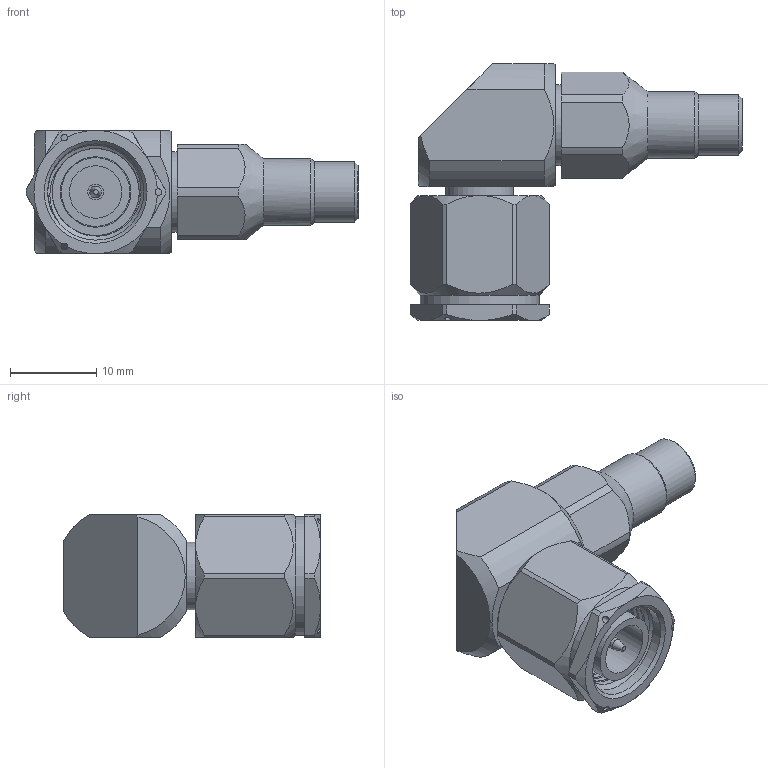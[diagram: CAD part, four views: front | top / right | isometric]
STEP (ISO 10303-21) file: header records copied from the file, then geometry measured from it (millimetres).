
FILE_DESCRIPTION (( 'STEP AP203' ), '1' );
FILE_NAME ('PE44812_3D.step', '2021-03-25T19:32:10', ( '' ), ( '' ), 'SwSTEP 2.0', 'SolidWorks 2020', '' );
FILE_SCHEMA (( 'CONFIG_CONTROL_DESIGN' ));
Length unit declared in the file: inch
Products named in the file (1): PE44812_3D
Bounding box: 38.57 x 29.83 x 14.29 mm (x, y, z)
Volume: 5796.1 mm3; surface area: 3574.5 mm2
Topology: 1 solids, 1 shells, 102 faces, 271 edges, 178 vertices
Faces by surface type: cylinder 39, plane 38, cone 22, bspline 3
Full cylindrical faces by diameter (mm): 0.762 x3, 1.346 x1, 1.854 x1, 4.572 x1, 6.096 x1, 6.985 x1, 7.747 x1, 7.836 x1, 7.976 x1, 8.179 x1, 9.405 x1, 11.176 x2, 13.846 x1
Entity records: 4443 total; most frequent: CARTESIAN_POINT 2043, DIRECTION 470, ORIENTED_EDGE 468, EDGE_CURVE 234, AXIS2_PLACEMENT_3D 199, VERTEX_POINT 166, EDGE_LOOP 140, FACE_OUTER_BOUND 118
